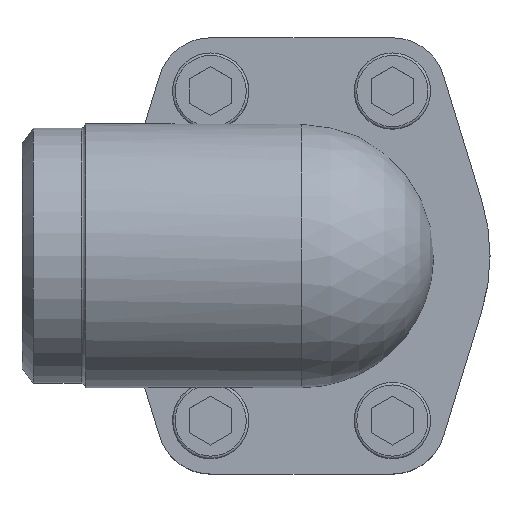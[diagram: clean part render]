
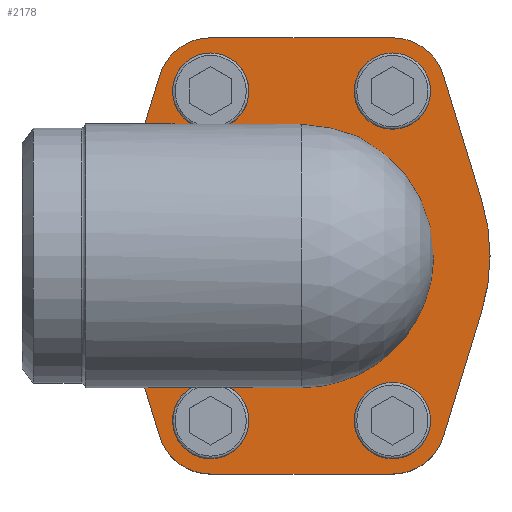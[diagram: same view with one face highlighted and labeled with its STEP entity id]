
A CAD part, top view. The second image highlights one B-rep face of the part: STEP entity #2178.
In plain terms, the highlighted planar face has unit normal (0, 0, 1).
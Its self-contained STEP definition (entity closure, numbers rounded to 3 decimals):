
#40=PLANE('',#2310);
#97=LINE('',#2932,#199);
#98=LINE('',#2948,#200);
#109=LINE('',#3112,#211);
#110=LINE('',#3116,#212);
#111=LINE('',#3120,#213);
#112=LINE('',#3124,#214);
#113=LINE('',#3128,#215);
#114=LINE('',#3132,#216);
#199=VECTOR('',#2464,1000.);
#200=VECTOR('',#2469,1000.);
#211=VECTOR('',#2544,1000.);
#212=VECTOR('',#2547,1000.);
#213=VECTOR('',#2550,1000.);
#214=VECTOR('',#2553,1000.);
#215=VECTOR('',#2556,1000.);
#216=VECTOR('',#2559,1000.);
#360=ORIENTED_EDGE('',*,*,#729,.F.);
#361=ORIENTED_EDGE('',*,*,#730,.F.);
#362=ORIENTED_EDGE('',*,*,#731,.F.);
#363=ORIENTED_EDGE('',*,*,#732,.F.);
#364=ORIENTED_EDGE('',*,*,#733,.F.);
#365=ORIENTED_EDGE('',*,*,#691,.T.);
#366=ORIENTED_EDGE('',*,*,#734,.T.);
#367=ORIENTED_EDGE('',*,*,#735,.T.);
#368=ORIENTED_EDGE('',*,*,#736,.T.);
#369=ORIENTED_EDGE('',*,*,#737,.T.);
#370=ORIENTED_EDGE('',*,*,#738,.T.);
#371=ORIENTED_EDGE('',*,*,#739,.T.);
#372=ORIENTED_EDGE('',*,*,#740,.T.);
#373=ORIENTED_EDGE('',*,*,#741,.T.);
#374=ORIENTED_EDGE('',*,*,#742,.T.);
#375=ORIENTED_EDGE('',*,*,#743,.T.);
#376=ORIENTED_EDGE('',*,*,#744,.T.);
#377=ORIENTED_EDGE('',*,*,#687,.T.);
#687=EDGE_CURVE('',#875,#874,#97,.T.);
#691=EDGE_CURVE('',#879,#878,#98,.F.);
#729=EDGE_CURVE('',#914,#914,#1034,.T.);
#730=EDGE_CURVE('',#915,#915,#1035,.T.);
#731=EDGE_CURVE('',#916,#916,#1036,.T.);
#732=EDGE_CURVE('',#917,#917,#1037,.T.);
#733=EDGE_CURVE('',#879,#874,#1038,.T.);
#734=EDGE_CURVE('',#878,#918,#109,.T.);
#735=EDGE_CURVE('',#918,#919,#1039,.T.);
#736=EDGE_CURVE('',#919,#920,#110,.T.);
#737=EDGE_CURVE('',#920,#921,#1040,.T.);
#738=EDGE_CURVE('',#921,#922,#111,.T.);
#739=EDGE_CURVE('',#922,#923,#1041,.T.);
#740=EDGE_CURVE('',#923,#924,#112,.T.);
#741=EDGE_CURVE('',#924,#925,#1042,.T.);
#742=EDGE_CURVE('',#925,#926,#113,.T.);
#743=EDGE_CURVE('',#926,#927,#1043,.T.);
#744=EDGE_CURVE('',#927,#875,#114,.T.);
#874=VERTEX_POINT('',#2931);
#875=VERTEX_POINT('',#2933);
#878=VERTEX_POINT('',#2947);
#879=VERTEX_POINT('',#2949);
#914=VERTEX_POINT('',#3104);
#915=VERTEX_POINT('',#3106);
#916=VERTEX_POINT('',#3108);
#917=VERTEX_POINT('',#3110);
#918=VERTEX_POINT('',#3113);
#919=VERTEX_POINT('',#3115);
#920=VERTEX_POINT('',#3117);
#921=VERTEX_POINT('',#3119);
#922=VERTEX_POINT('',#3121);
#923=VERTEX_POINT('',#3123);
#924=VERTEX_POINT('',#3125);
#925=VERTEX_POINT('',#3127);
#926=VERTEX_POINT('',#3129);
#927=VERTEX_POINT('',#3131);
#1034=CIRCLE('',#2311,9.);
#1035=CIRCLE('',#2312,9.);
#1036=CIRCLE('',#2313,9.);
#1037=CIRCLE('',#2314,9.);
#1038=CIRCLE('',#2315,30.15);
#1039=CIRCLE('',#2316,12.6);
#1040=CIRCLE('',#2317,12.6);
#1041=CIRCLE('',#2318,44.5);
#1042=CIRCLE('',#2319,12.6);
#1043=CIRCLE('',#2320,12.6);
#1107=EDGE_LOOP('',(#360));
#1108=EDGE_LOOP('',(#361));
#1109=EDGE_LOOP('',(#362));
#1110=EDGE_LOOP('',(#363));
#1111=EDGE_LOOP('',(#364,#365,#366,#367,#368,#369,#370,#371,#372,#373,#374,
#375,#376,#377));
#1272=FACE_BOUND('',#1107,.T.);
#1273=FACE_BOUND('',#1108,.T.);
#1274=FACE_BOUND('',#1109,.T.);
#1275=FACE_BOUND('',#1110,.T.);
#1276=FACE_BOUND('',#1111,.T.);
#2178=ADVANCED_FACE('',(#1272,#1273,#1274,#1275,#1276),#40,.T.);
#2310=AXIS2_PLACEMENT_3D('',#3102,#2532,#2533);
#2311=AXIS2_PLACEMENT_3D('',#3103,#2534,#2535);
#2312=AXIS2_PLACEMENT_3D('',#3105,#2536,#2537);
#2313=AXIS2_PLACEMENT_3D('',#3107,#2538,#2539);
#2314=AXIS2_PLACEMENT_3D('',#3109,#2540,#2541);
#2315=AXIS2_PLACEMENT_3D('',#3111,#2542,#2543);
#2316=AXIS2_PLACEMENT_3D('',#3114,#2545,#2546);
#2317=AXIS2_PLACEMENT_3D('',#3118,#2548,#2549);
#2318=AXIS2_PLACEMENT_3D('',#3122,#2551,#2552);
#2319=AXIS2_PLACEMENT_3D('',#3126,#2554,#2555);
#2320=AXIS2_PLACEMENT_3D('',#3130,#2557,#2558);
#2464=DIRECTION('',(1.,0.,0.));
#2469=DIRECTION('',(1.,0.,0.));
#2532=DIRECTION('',(0.,0.,1.));
#2533=DIRECTION('',(1.,0.,0.));
#2534=DIRECTION('',(0.,0.,1.));
#2535=DIRECTION('',(1.,0.,0.));
#2536=DIRECTION('',(0.,0.,1.));
#2537=DIRECTION('',(1.,0.,0.));
#2538=DIRECTION('',(0.,0.,1.));
#2539=DIRECTION('',(1.,0.,0.));
#2540=DIRECTION('',(0.,0.,1.));
#2541=DIRECTION('',(1.,0.,0.));
#2542=DIRECTION('',(0.,0.,1.));
#2543=DIRECTION('',(1.,0.,0.));
#2544=DIRECTION('',(0.293,-0.956,0.));
#2545=DIRECTION('',(0.,0.,1.));
#2546=DIRECTION('',(1.,0.,0.));
#2547=DIRECTION('',(1.,0.,0.));
#2548=DIRECTION('',(0.,0.,1.));
#2549=DIRECTION('',(1.,0.,0.));
#2550=DIRECTION('',(0.293,0.956,0.));
#2551=DIRECTION('',(0.,0.,1.));
#2552=DIRECTION('',(1.,0.,0.));
#2553=DIRECTION('',(-0.293,0.956,0.));
#2554=DIRECTION('',(0.,0.,1.));
#2555=DIRECTION('',(1.,0.,0.));
#2556=DIRECTION('',(-1.,0.,0.));
#2557=DIRECTION('',(0.,0.,1.));
#2558=DIRECTION('',(1.,0.,0.));
#2559=DIRECTION('',(-0.293,-0.956,0.));
#2931=CARTESIAN_POINT('',(-13.953,26.727,25.));
#2932=CARTESIAN_POINT('',(0.,26.727,25.));
#2933=CARTESIAN_POINT('',(-38.355,26.727,25.));
#2947=CARTESIAN_POINT('',(-38.355,-26.727,25.));
#2948=CARTESIAN_POINT('',(0.,-26.727,25.));
#2949=CARTESIAN_POINT('',(-13.953,-26.727,25.));
#3102=CARTESIAN_POINT('',(0.,0.,25.));
#3103=CARTESIAN_POINT('',(21.45,-38.9,25.));
#3104=CARTESIAN_POINT('',(30.45,-38.9,25.));
#3105=CARTESIAN_POINT('',(-21.45,-38.9,25.));
#3106=CARTESIAN_POINT('',(-12.45,-38.9,25.));
#3107=CARTESIAN_POINT('',(-21.45,38.9,25.));
#3108=CARTESIAN_POINT('',(-12.45,38.9,25.));
#3109=CARTESIAN_POINT('',(21.45,38.9,25.));
#3110=CARTESIAN_POINT('',(30.45,38.9,25.));
#3111=CARTESIAN_POINT('',(0.,0.,25.));
#3112=CARTESIAN_POINT('',(-42.55,-13.03,25.));
#3113=CARTESIAN_POINT('',(-33.498,-42.589,25.));
#3114=CARTESIAN_POINT('',(-21.45,-38.9,25.));
#3115=CARTESIAN_POINT('',(-21.45,-51.5,25.));
#3116=CARTESIAN_POINT('',(-21.45,-51.5,25.));
#3117=CARTESIAN_POINT('',(21.45,-51.5,25.));
#3118=CARTESIAN_POINT('',(21.45,-38.9,25.));
#3119=CARTESIAN_POINT('',(33.498,-42.589,25.));
#3120=CARTESIAN_POINT('',(33.498,-42.589,25.));
#3121=CARTESIAN_POINT('',(42.55,-13.03,25.));
#3122=CARTESIAN_POINT('',(0.,0.,25.));
#3123=CARTESIAN_POINT('',(42.55,13.03,25.));
#3124=CARTESIAN_POINT('',(42.55,13.03,25.));
#3125=CARTESIAN_POINT('',(33.498,42.589,25.));
#3126=CARTESIAN_POINT('',(21.45,38.9,25.));
#3127=CARTESIAN_POINT('',(21.45,51.5,25.));
#3128=CARTESIAN_POINT('',(21.45,51.5,25.));
#3129=CARTESIAN_POINT('',(-21.45,51.5,25.));
#3130=CARTESIAN_POINT('',(-21.45,38.9,25.));
#3131=CARTESIAN_POINT('',(-33.498,42.589,25.));
#3132=CARTESIAN_POINT('',(-33.498,42.589,25.));
